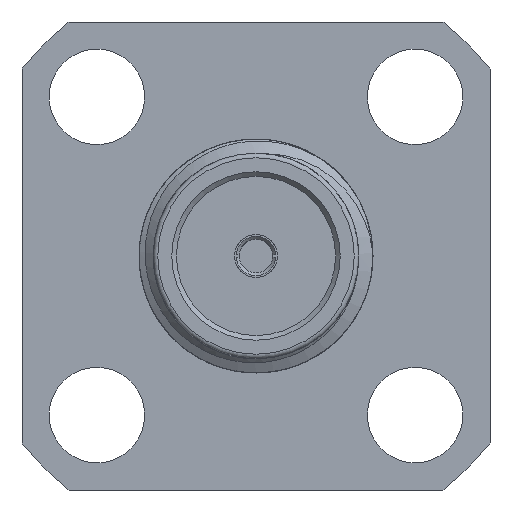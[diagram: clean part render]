
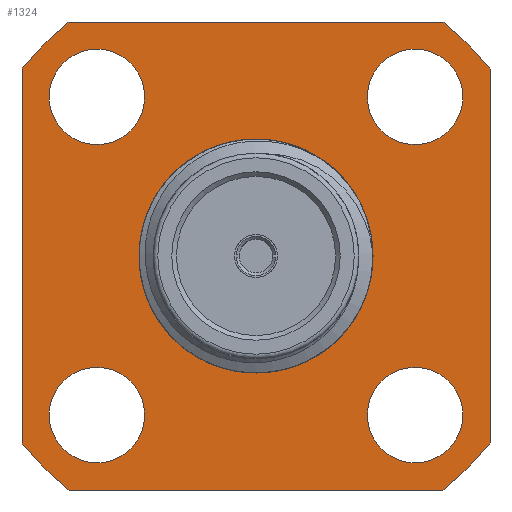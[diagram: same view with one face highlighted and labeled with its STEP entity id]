
A CAD part, left-side view. The second image highlights one B-rep face of the part: STEP entity #1324.
In plain terms, the highlighted planar face has unit normal (-1, 0, 0).
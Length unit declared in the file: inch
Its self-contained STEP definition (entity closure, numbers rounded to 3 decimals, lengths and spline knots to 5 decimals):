
#82 = CIRCLE ( 'NONE', #1747, 0.125 ) ;
#133 = AXIS2_PLACEMENT_3D ( 'NONE', #1181, #3457, #2859 ) ;
#144 = FACE_BOUND ( 'NONE', #2319, .T. ) ;
#172 = EDGE_CURVE ( 'NONE', #1513, #577, #1123, .T. ) ;
#220 = EDGE_LOOP ( 'NONE', ( #3976 ) ) ;
#285 = VECTOR ( 'NONE', #1683, 39.37008 ) ;
#342 = CIRCLE ( 'NONE', #4166, 0.32 ) ;
#413 = CARTESIAN_POINT ( 'NONE',  ( 0.497, -0.25, -0.25 ) ) ;
#502 = DIRECTION ( 'NONE',  ( 0., -1., 0. ) ) ;
#524 = DIRECTION ( 'NONE',  ( 0., -1., 0. ) ) ;
#552 = DIRECTION ( 'NONE',  ( 0., -1., 0. ) ) ;
#577 = VERTEX_POINT ( 'NONE', #3613 ) ;
#600 = AXIS2_PLACEMENT_3D ( 'NONE', #611, #1224, #944 ) ;
#611 = CARTESIAN_POINT ( 'NONE',  ( 0.497, 0.17, -0.17 ) ) ;
#618 = LINE ( 'NONE', #413, #1628 ) ;
#665 = VECTOR ( 'NONE', #1161, 39.37008 ) ;
#679 = AXIS2_PLACEMENT_3D ( 'NONE', #3483, #3804, #524 ) ;
#708 = DIRECTION ( 'NONE',  ( 0., -1., 0. ) ) ;
#717 = CIRCLE ( 'NONE', #1489, 0.32 ) ;
#733 = DIRECTION ( 'NONE',  ( -1., 0., 0. ) ) ;
#747 = VERTEX_POINT ( 'NONE', #3132 ) ;
#772 = LINE ( 'NONE', #1659, #3271 ) ;
#858 = CARTESIAN_POINT ( 'NONE',  ( 0.497, 0., 0. ) ) ;
#888 = CARTESIAN_POINT ( 'NONE',  ( 0.497, 0.119, -0.17 ) ) ;
#890 = VERTEX_POINT ( 'NONE', #945 ) ;
#944 = DIRECTION ( 'NONE',  ( 0., -1., 0. ) ) ;
#945 = CARTESIAN_POINT ( 'NONE',  ( 0.497, -0.19975, 0.25 ) ) ;
#997 = VERTEX_POINT ( 'NONE', #2266 ) ;
#1055 = CARTESIAN_POINT ( 'NONE',  ( 0.497, 0.25, -0.25 ) ) ;
#1090 = CARTESIAN_POINT ( 'NONE',  ( 0.497, 0.25, -0.19975 ) ) ;
#1119 = CIRCLE ( 'NONE', #600, 0.051 ) ;
#1123 = CIRCLE ( 'NONE', #4255, 0.32 ) ;
#1154 = VERTEX_POINT ( 'NONE', #3231 ) ;
#1161 = DIRECTION ( 'NONE',  ( 0., 1., 0. ) ) ;
#1181 = CARTESIAN_POINT ( 'NONE',  ( 0.497, 0.125, 0. ) ) ;
#1224 = DIRECTION ( 'NONE',  ( -1., 0., 0. ) ) ;
#1307 = EDGE_LOOP ( 'NONE', ( #2103 ) ) ;
#1324 = ADVANCED_FACE ( 'NONE', ( #3572, #2349, #1358, #144, #1484, #3529 ), #2139, .T. ) ;
#1338 = CARTESIAN_POINT ( 'NONE',  ( 0.497, 0.17, 0.17 ) ) ;
#1348 = ORIENTED_EDGE ( 'NONE', *, *, #1732, .F. ) ;
#1358 = FACE_BOUND ( 'NONE', #3097, .T. ) ;
#1410 = ORIENTED_EDGE ( 'NONE', *, *, #2347, .F. ) ;
#1412 = VERTEX_POINT ( 'NONE', #4185 ) ;
#1418 = LINE ( 'NONE', #1461, #665 ) ;
#1461 = CARTESIAN_POINT ( 'NONE',  ( 0.497, -0.25, 0.25 ) ) ;
#1476 = LINE ( 'NONE', #1055, #285 ) ;
#1484 = FACE_BOUND ( 'NONE', #1825, .T. ) ;
#1488 = EDGE_CURVE ( 'NONE', #997, #890, #717, .T. ) ;
#1489 = AXIS2_PLACEMENT_3D ( 'NONE', #3317, #2894, #2430 ) ;
#1493 = DIRECTION ( 'NONE',  ( 0., -1., 0. ) ) ;
#1506 = DIRECTION ( 'NONE',  ( -1., 0., 0. ) ) ;
#1513 = VERTEX_POINT ( 'NONE', #1090 ) ;
#1522 = CARTESIAN_POINT ( 'NONE',  ( 0.497, 0.119, 0.17 ) ) ;
#1544 = ORIENTED_EDGE ( 'NONE', *, *, #2436, .T. ) ;
#1577 = VERTEX_POINT ( 'NONE', #2857 ) ;
#1628 = VECTOR ( 'NONE', #708, 39.37008 ) ;
#1659 = CARTESIAN_POINT ( 'NONE',  ( 0.497, -0.25, -0.25 ) ) ;
#1662 = DIRECTION ( 'NONE',  ( 0., 1., 0. ) ) ;
#1683 = DIRECTION ( 'NONE',  ( 0., 0., -1. ) ) ;
#1728 = AXIS2_PLACEMENT_3D ( 'NONE', #1338, #733, #3018 ) ;
#1732 = EDGE_CURVE ( 'NONE', #2127, #2127, #1119, .T. ) ;
#1747 = AXIS2_PLACEMENT_3D ( 'NONE', #2041, #2030, #1662 ) ;
#1759 = DIRECTION ( 'NONE',  ( -1., 0., 0. ) ) ;
#1825 = EDGE_LOOP ( 'NONE', ( #1348 ) ) ;
#1826 = CARTESIAN_POINT ( 'NONE',  ( 0.497, 0.25, 0.19975 ) ) ;
#1850 = CARTESIAN_POINT ( 'NONE',  ( 0.497, 0., 0. ) ) ;
#1926 = EDGE_CURVE ( 'NONE', #1412, #1412, #82, .T. ) ;
#2030 = DIRECTION ( 'NONE',  ( 1., 0., 0. ) ) ;
#2041 = CARTESIAN_POINT ( 'NONE',  ( 0.497, 0., 0. ) ) ;
#2103 = ORIENTED_EDGE ( 'NONE', *, *, #1926, .T. ) ;
#2127 = VERTEX_POINT ( 'NONE', #888 ) ;
#2139 = PLANE ( 'NONE',  #133 ) ;
#2156 = ORIENTED_EDGE ( 'NONE', *, *, #2808, .T. ) ;
#2159 = VERTEX_POINT ( 'NONE', #3620 ) ;
#2174 = EDGE_CURVE ( 'NONE', #2159, #997, #772, .T. ) ;
#2229 = ORIENTED_EDGE ( 'NONE', *, *, #3434, .F. ) ;
#2266 = CARTESIAN_POINT ( 'NONE',  ( 0.497, -0.25, 0.19975 ) ) ;
#2279 = DIRECTION ( 'NONE',  ( -1., 0., 0. ) ) ;
#2287 = ORIENTED_EDGE ( 'NONE', *, *, #4019, .T. ) ;
#2319 = EDGE_LOOP ( 'NONE', ( #2229 ) ) ;
#2347 = EDGE_CURVE ( 'NONE', #3877, #3877, #2628, .T. ) ;
#2349 = FACE_BOUND ( 'NONE', #220, .T. ) ;
#2355 = DIRECTION ( 'NONE',  ( 0., 0., 1. ) ) ;
#2388 = EDGE_LOOP ( 'NONE', ( #3262, #4023, #1544, #3348, #3245, #3099, #2287, #2156 ) ) ;
#2397 = VERTEX_POINT ( 'NONE', #1522 ) ;
#2430 = DIRECTION ( 'NONE',  ( 0., -1., 0. ) ) ;
#2436 = EDGE_CURVE ( 'NONE', #890, #747, #1418, .T. ) ;
#2517 = CIRCLE ( 'NONE', #679, 0.051 ) ;
#2628 = CIRCLE ( 'NONE', #3272, 0.051 ) ;
#2712 = DIRECTION ( 'NONE',  ( -1., 0., 0. ) ) ;
#2785 = CIRCLE ( 'NONE', #2798, 0.32 ) ;
#2798 = AXIS2_PLACEMENT_3D ( 'NONE', #1850, #2279, #552 ) ;
#2808 = EDGE_CURVE ( 'NONE', #1154, #2159, #2785, .T. ) ;
#2857 = CARTESIAN_POINT ( 'NONE',  ( 0.497, -0.221, -0.17 ) ) ;
#2859 = DIRECTION ( 'NONE',  ( 0., -1., 0. ) ) ;
#2894 = DIRECTION ( 'NONE',  ( -1., 0., 0. ) ) ;
#3018 = DIRECTION ( 'NONE',  ( 0., -1., 0. ) ) ;
#3059 = CARTESIAN_POINT ( 'NONE',  ( 0.497, 0., 0. ) ) ;
#3064 = CARTESIAN_POINT ( 'NONE',  ( 0.497, -0.17, 0.17 ) ) ;
#3097 = EDGE_LOOP ( 'NONE', ( #1410 ) ) ;
#3099 = ORIENTED_EDGE ( 'NONE', *, *, #172, .T. ) ;
#3132 = CARTESIAN_POINT ( 'NONE',  ( 0.497, 0.19975, 0.25 ) ) ;
#3160 = VERTEX_POINT ( 'NONE', #1826 ) ;
#3181 = CARTESIAN_POINT ( 'NONE',  ( 0.497, -0.221, 0.17 ) ) ;
#3231 = CARTESIAN_POINT ( 'NONE',  ( 0.497, -0.19975, -0.25 ) ) ;
#3245 = ORIENTED_EDGE ( 'NONE', *, *, #4065, .T. ) ;
#3262 = ORIENTED_EDGE ( 'NONE', *, *, #2174, .T. ) ;
#3271 = VECTOR ( 'NONE', #2355, 39.37008 ) ;
#3272 = AXIS2_PLACEMENT_3D ( 'NONE', #3064, #2712, #1493 ) ;
#3317 = CARTESIAN_POINT ( 'NONE',  ( 0.497, 0., 0. ) ) ;
#3348 = ORIENTED_EDGE ( 'NONE', *, *, #3748, .T. ) ;
#3434 = EDGE_CURVE ( 'NONE', #2397, #2397, #3527, .T. ) ;
#3457 = DIRECTION ( 'NONE',  ( -1., 0., 0. ) ) ;
#3483 = CARTESIAN_POINT ( 'NONE',  ( 0.497, -0.17, -0.17 ) ) ;
#3527 = CIRCLE ( 'NONE', #1728, 0.051 ) ;
#3529 = FACE_OUTER_BOUND ( 'NONE', #2388, .T. ) ;
#3572 = FACE_BOUND ( 'NONE', #1307, .T. ) ;
#3613 = CARTESIAN_POINT ( 'NONE',  ( 0.497, 0.19975, -0.25 ) ) ;
#3620 = CARTESIAN_POINT ( 'NONE',  ( 0.497, -0.25, -0.19975 ) ) ;
#3734 = DIRECTION ( 'NONE',  ( 0., -1., 0. ) ) ;
#3748 = EDGE_CURVE ( 'NONE', #747, #3160, #342, .T. ) ;
#3770 = EDGE_CURVE ( 'NONE', #1577, #1577, #2517, .T. ) ;
#3804 = DIRECTION ( 'NONE',  ( -1., 0., 0. ) ) ;
#3877 = VERTEX_POINT ( 'NONE', #3181 ) ;
#3976 = ORIENTED_EDGE ( 'NONE', *, *, #3770, .F. ) ;
#4019 = EDGE_CURVE ( 'NONE', #577, #1154, #618, .T. ) ;
#4023 = ORIENTED_EDGE ( 'NONE', *, *, #1488, .T. ) ;
#4065 = EDGE_CURVE ( 'NONE', #3160, #1513, #1476, .T. ) ;
#4166 = AXIS2_PLACEMENT_3D ( 'NONE', #858, #1506, #502 ) ;
#4185 = CARTESIAN_POINT ( 'NONE',  ( 0.497, 0.125, 0. ) ) ;
#4255 = AXIS2_PLACEMENT_3D ( 'NONE', #3059, #1759, #3734 ) ;
